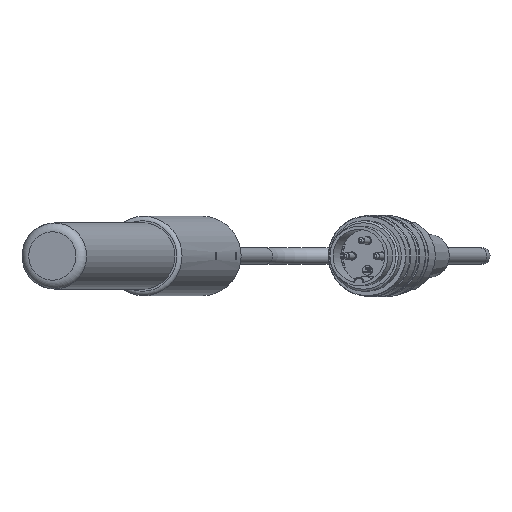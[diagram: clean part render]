
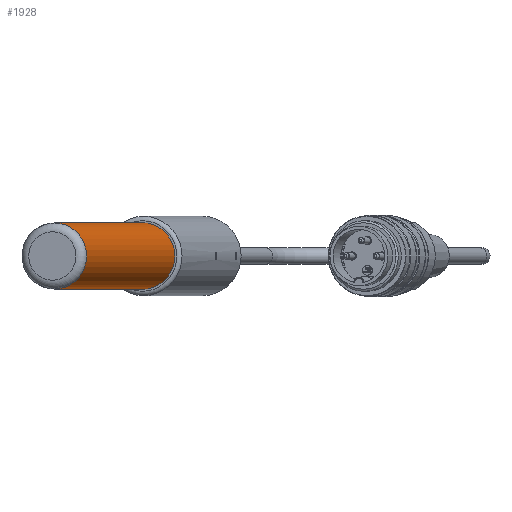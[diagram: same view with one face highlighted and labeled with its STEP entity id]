
A CAD part, left-side view. The second image highlights one B-rep face of the part: STEP entity #1928.
In plain terms, the highlighted cylindrical face has radius 7.5 mm (diameter 15 mm), a full revolution.
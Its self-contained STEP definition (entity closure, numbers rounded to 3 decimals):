
#376=FACE_BOUND('',#696,.T.);
#499=FACE_OUTER_BOUND('',#695,.T.);
#695=EDGE_LOOP('',(#1633));
#696=EDGE_LOOP('',(#1634));
#809=CIRCLE('',#2177,7.5);
#811=CIRCLE('',#2180,7.5);
#976=VERTEX_POINT('',#3736);
#978=VERTEX_POINT('',#3741);
#1196=EDGE_CURVE('',#976,#976,#809,.T.);
#1198=EDGE_CURVE('',#978,#978,#811,.T.);
#1633=ORIENTED_EDGE('',*,*,#1198,.T.);
#1634=ORIENTED_EDGE('',*,*,#1196,.F.);
#1676=CYLINDRICAL_SURFACE('',#2179,7.5);
#1928=ADVANCED_FACE('',(#499,#376),#1676,.T.);
#2177=AXIS2_PLACEMENT_3D('',#3737,#2719,#2720);
#2179=AXIS2_PLACEMENT_3D('',#3740,#2723,#2724);
#2180=AXIS2_PLACEMENT_3D('',#3742,#2725,#2726);
#2719=DIRECTION('center_axis',(-0.974,0.227,0.));
#2720=DIRECTION('ref_axis',(0.,0.,
1.));
#2723=DIRECTION('center_axis',(-0.974,0.227,0.));
#2724=DIRECTION('ref_axis',(0.,0.,
-1.));
#2725=DIRECTION('center_axis',(-0.974,0.227,0.));
#2726=DIRECTION('ref_axis',(0.227,0.974,0.));
#3736=CARTESIAN_POINT('',(-322.664,113.263,-0.947));
#3737=CARTESIAN_POINT('Origin',(-322.664,113.263,6.553));
#3740=CARTESIAN_POINT('Origin',(-251.575,96.67,6.553));
#3741=CARTESIAN_POINT('',(-178.538,79.622,-0.947));
#3742=CARTESIAN_POINT('Origin',(-178.538,79.622,6.553));
